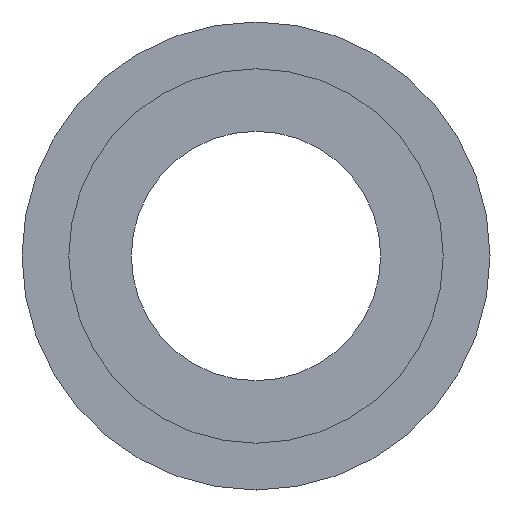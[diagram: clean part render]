
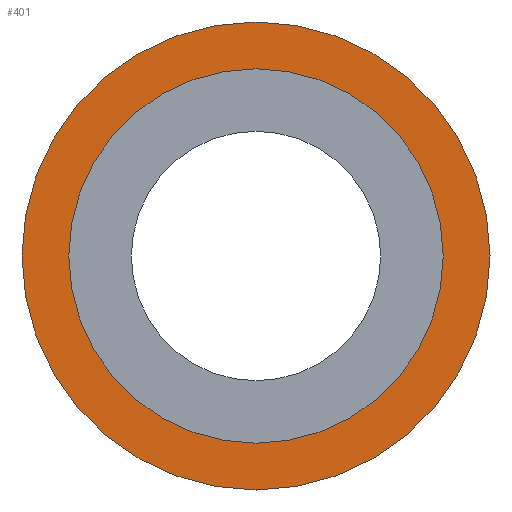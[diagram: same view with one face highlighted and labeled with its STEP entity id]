
A CAD part, front view. The second image highlights one B-rep face of the part: STEP entity #401.
In plain terms, the highlighted planar face has unit normal (0, -1, 0).
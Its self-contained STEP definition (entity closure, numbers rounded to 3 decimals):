
#18 = ORIENTED_EDGE ( 'NONE', *, *, #98, .F. ) ;
#19 = DIRECTION ( 'NONE',  ( -1., 0., 0. ) ) ;
#23 = DIRECTION ( 'NONE',  ( -1., 0., 0. ) ) ;
#26 = EDGE_LOOP ( 'NONE', ( #602, #18 ) ) ;
#32 = VERTEX_POINT ( 'NONE', #127 ) ;
#61 = DIRECTION ( 'NONE',  ( 0., 1., 0. ) ) ;
#65 = DIRECTION ( 'NONE',  ( -1., 0., 0. ) ) ;
#77 = CIRCLE ( 'NONE', #590, 15.24 ) ;
#98 = EDGE_CURVE ( 'NONE', #32, #441, #373, .T. ) ;
#110 = CARTESIAN_POINT ( 'NONE',  ( -19.05, 0., 0. ) ) ;
#127 = CARTESIAN_POINT ( 'NONE',  ( 19.05, 0., 0. ) ) ;
#152 = ORIENTED_EDGE ( 'NONE', *, *, #452, .T. ) ;
#170 = CARTESIAN_POINT ( 'NONE',  ( 0., 0., 0. ) ) ;
#174 = ORIENTED_EDGE ( 'NONE', *, *, #478, .T. ) ;
#190 = CARTESIAN_POINT ( 'NONE',  ( 15.24, 0., 0. ) ) ;
#227 = FACE_BOUND ( 'NONE', #451, .T. ) ;
#254 = VERTEX_POINT ( 'NONE', #190 ) ;
#267 = DIRECTION ( 'NONE',  ( -1., 0., 0. ) ) ;
#277 = DIRECTION ( 'NONE',  ( 0., 1., 0. ) ) ;
#308 = DIRECTION ( 'NONE',  ( 0., 1., 0. ) ) ;
#337 = AXIS2_PLACEMENT_3D ( 'NONE', #354, #308, #19 ) ;
#354 = CARTESIAN_POINT ( 'NONE',  ( 0., 0., 0. ) ) ;
#365 = AXIS2_PLACEMENT_3D ( 'NONE', #497, #61, #23 ) ;
#373 = CIRCLE ( 'NONE', #390, 19.05 ) ;
#387 = CIRCLE ( 'NONE', #566, 15.24 ) ;
#390 = AXIS2_PLACEMENT_3D ( 'NONE', #555, #277, #606 ) ;
#401 = ADVANCED_FACE ( 'NONE', ( #518, #227 ), #447, .F. ) ;
#407 = DIRECTION ( 'NONE',  ( 0., 1., 0. ) ) ;
#441 = VERTEX_POINT ( 'NONE', #110 ) ;
#447 = PLANE ( 'NONE',  #365 ) ;
#448 = EDGE_CURVE ( 'NONE', #441, #32, #574, .T. ) ;
#450 = CARTESIAN_POINT ( 'NONE',  ( 0., 0., 0. ) ) ;
#451 = EDGE_LOOP ( 'NONE', ( #174, #152 ) ) ;
#452 = EDGE_CURVE ( 'NONE', #254, #467, #77, .T. ) ;
#467 = VERTEX_POINT ( 'NONE', #550 ) ;
#478 = EDGE_CURVE ( 'NONE', #467, #254, #387, .T. ) ;
#497 = CARTESIAN_POINT ( 'NONE',  ( 19.05, 0., 0. ) ) ;
#518 = FACE_OUTER_BOUND ( 'NONE', #26, .T. ) ;
#550 = CARTESIAN_POINT ( 'NONE',  ( -15.24, 0., 0. ) ) ;
#553 = DIRECTION ( 'NONE',  ( 0., 1., 0. ) ) ;
#555 = CARTESIAN_POINT ( 'NONE',  ( 0., 0., 0. ) ) ;
#566 = AXIS2_PLACEMENT_3D ( 'NONE', #170, #553, #267 ) ;
#574 = CIRCLE ( 'NONE', #337, 19.05 ) ;
#590 = AXIS2_PLACEMENT_3D ( 'NONE', #450, #407, #65 ) ;
#602 = ORIENTED_EDGE ( 'NONE', *, *, #448, .F. ) ;
#606 = DIRECTION ( 'NONE',  ( -1., 0., 0. ) ) ;
